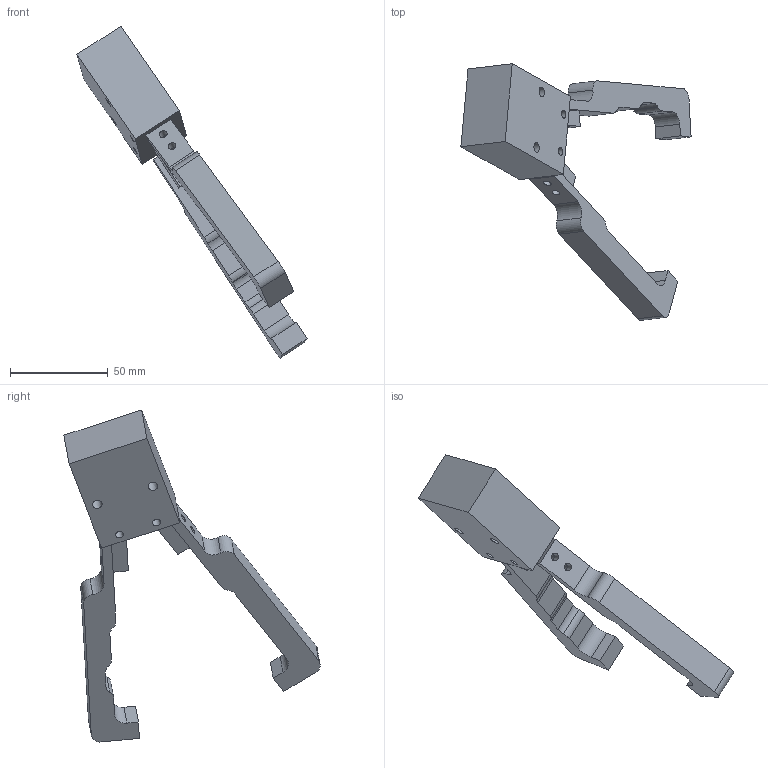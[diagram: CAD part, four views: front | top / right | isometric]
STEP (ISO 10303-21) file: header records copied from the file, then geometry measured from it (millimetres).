
FILE_DESCRIPTION(/* description */ (''),/* implementation_level */ '2;1');
FILE_NAME(/* name */ '32zp.stp',/* time_stamp */ '2019-05-31T11:02:29+08:00',/* author */ (''),/* organization */ (''),/* preprocessor_version */ 'ST-DEVELOPER v16',/* originating_system */ 'SIEMENS PLM Software NX 10.0',/* authorisation */ '');
FILE_SCHEMA (('AUTOMOTIVE_DESIGN { 1 0 10303 214 3 1 1 1 }'));
Length unit declared in the file: millimetre
Products named in the file (4): 31sj5; 31sj4; 31sj1; 32zp
Assembly tree (3 placements, depth 2):
  32zp
    31sj1
    31sj4
    31sj5
Bounding box: 117.66 x 130.98 x 169.7 mm (x, y, z)
Volume: 108387.8 mm3; surface area: 28943.2 mm2
Topology: 5 solids, 5 shells, 71 faces, 183 edges, 122 vertices
Faces by surface type: plane 41, cylinder 30
Full cylindrical faces by diameter (mm): 4 x12, 5 x2
Entity records: 2267 total; most frequent: DIRECTION 379, CARTESIAN_POINT 366, ORIENTED_EDGE 338, EDGE_CURVE 169, AXIS2_PLACEMENT_3D 135, VERTEX_POINT 122, EDGE_LOOP 113, LINE 109
